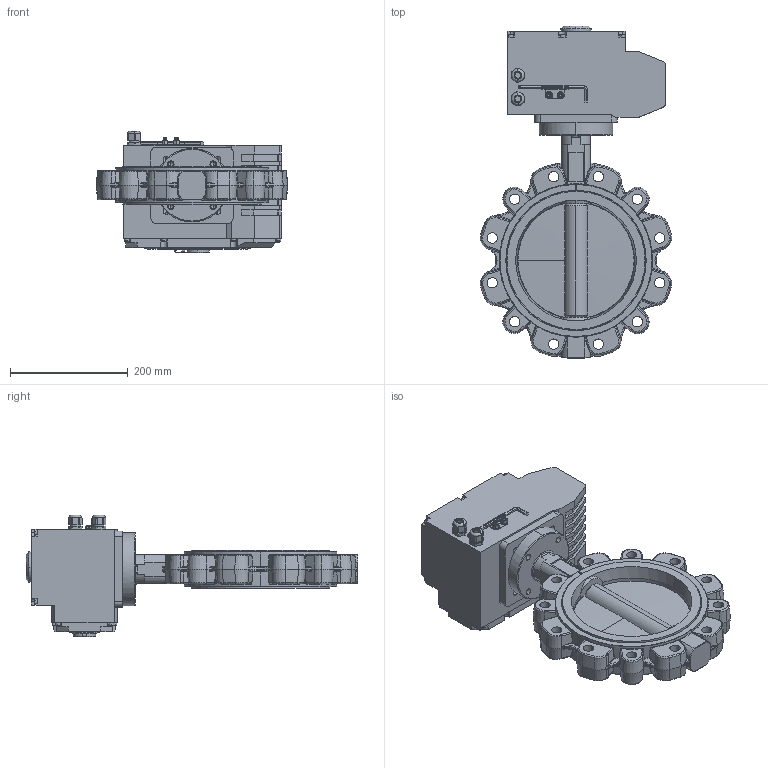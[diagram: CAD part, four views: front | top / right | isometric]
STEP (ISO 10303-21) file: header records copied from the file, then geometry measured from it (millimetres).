
FILE_DESCRIPTION (( 'STEP AP203' ), '1' );
FILE_NAME ('L9.000200E16C.STEP', '2023-03-08T08:08:30', ( '' ), ( '' ), 'SwSTEP 2.0', 'SolidWorks 2017', '' );
FILE_SCHEMA (( 'CONFIG_CONTROL_DESIGN' ));
Length unit declared in the file: millimetre
Products named in the file (1): L9.000200E16C
Bounding box: 325.83 x 565 x 207 mm (x, y, z)
Volume: 9168130.2 mm3; surface area: 570555.4 mm2
Topology: 1 solids, 4 shells, 1775 faces, 4361 edges, 2560 vertices
Faces by surface type: plane 641, cylinder 366, cone 246, bspline 235, torus 227, sphere 60
Entity records: 61212 total; most frequent: CARTESIAN_POINT 21200, ORIENTED_EDGE 8522, DIRECTION 8293, EDGE_CURVE 4261, AXIS2_PLACEMENT_3D 3224, VERTEX_POINT 2560, EDGE_LOOP 1873, LINE 1845
